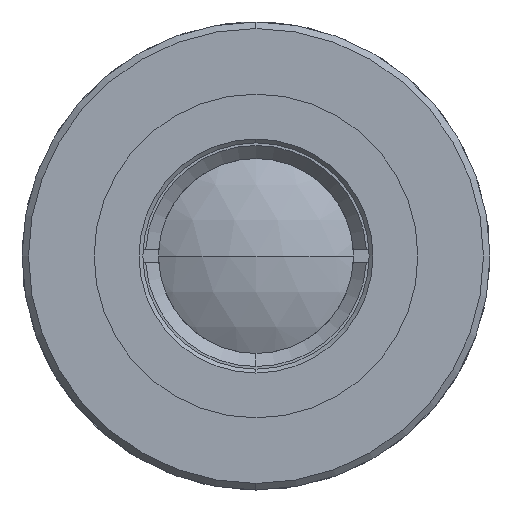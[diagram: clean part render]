
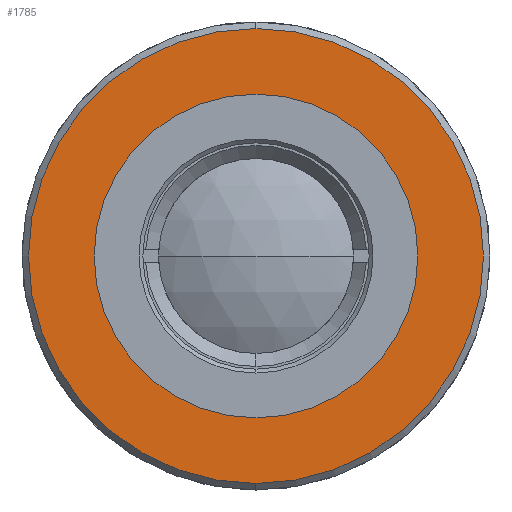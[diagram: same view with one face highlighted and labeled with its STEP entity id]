
A CAD part, left-side view. The second image highlights one B-rep face of the part: STEP entity #1785.
In plain terms, the highlighted planar face has unit normal (-1, 0, 0).
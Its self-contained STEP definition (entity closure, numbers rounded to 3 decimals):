
#31 = EDGE_CURVE ( 'NONE', #40, #1673, #3008, .T. ) ;
#40 = VERTEX_POINT ( 'NONE', #2417 ) ;
#42 = ORIENTED_EDGE ( 'NONE', *, *, #31, .F. ) ;
#60 = DIRECTION ( 'NONE',  ( 0., 0., 1. ) ) ;
#72 = PLANE ( 'NONE',  #1819 ) ;
#97 = DIRECTION ( 'NONE',  ( -1., 0., 0. ) ) ;
#236 = DIRECTION ( 'NONE',  ( -1., 0., 0. ) ) ;
#331 = DIRECTION ( 'NONE',  ( 0., 0., -1. ) ) ;
#391 = CARTESIAN_POINT ( 'NONE',  ( -4.996, 0., -12.45 ) ) ;
#423 = CARTESIAN_POINT ( 'NONE',  ( -4.996, 0., 0. ) ) ;
#654 = CIRCLE ( 'NONE', #1524, 12.45 ) ;
#1076 = EDGE_CURVE ( 'NONE', #2655, #2288, #1558, .T. ) ;
#1120 = DIRECTION ( 'NONE',  ( -1., 0., 0. ) ) ;
#1208 = DIRECTION ( 'NONE',  ( 0., 0., -1. ) ) ;
#1246 = CARTESIAN_POINT ( 'NONE',  ( -4.996, 0., -17.5 ) ) ;
#1306 = ORIENTED_EDGE ( 'NONE', *, *, #2715, .F. ) ;
#1398 = EDGE_LOOP ( 'NONE', ( #2270, #1611 ) ) ;
#1463 = DIRECTION ( 'NONE',  ( -1., 0., 0. ) ) ;
#1524 = AXIS2_PLACEMENT_3D ( 'NONE', #2305, #236, #2053 ) ;
#1558 = CIRCLE ( 'NONE', #1998, 17.5 ) ;
#1603 = CIRCLE ( 'NONE', #3187, 17.5 ) ;
#1611 = ORIENTED_EDGE ( 'NONE', *, *, #1076, .T. ) ;
#1621 = DIRECTION ( 'NONE',  ( 1., 0., 0. ) ) ;
#1624 = CARTESIAN_POINT ( 'NONE',  ( -4.996, 0., 0. ) ) ;
#1673 = VERTEX_POINT ( 'NONE', #391 ) ;
#1690 = EDGE_CURVE ( 'NONE', #2288, #2655, #1603, .T. ) ;
#1785 = ADVANCED_FACE ( 'NONE', ( #3162, #2907 ), #72, .F. ) ;
#1819 = AXIS2_PLACEMENT_3D ( 'NONE', #2658, #1621, #331 ) ;
#1870 = DIRECTION ( 'NONE',  ( 0., 0., -1. ) ) ;
#1998 = AXIS2_PLACEMENT_3D ( 'NONE', #2690, #1120, #1870 ) ;
#2053 = DIRECTION ( 'NONE',  ( 0., 0., 1. ) ) ;
#2122 = AXIS2_PLACEMENT_3D ( 'NONE', #1624, #97, #60 ) ;
#2270 = ORIENTED_EDGE ( 'NONE', *, *, #1690, .T. ) ;
#2288 = VERTEX_POINT ( 'NONE', #1246 ) ;
#2305 = CARTESIAN_POINT ( 'NONE',  ( -4.996, 0., 0. ) ) ;
#2417 = CARTESIAN_POINT ( 'NONE',  ( -4.996, 0., 12.45 ) ) ;
#2473 = EDGE_LOOP ( 'NONE', ( #42, #1306 ) ) ;
#2496 = CARTESIAN_POINT ( 'NONE',  ( -4.996, 0., 17.5 ) ) ;
#2655 = VERTEX_POINT ( 'NONE', #2496 ) ;
#2658 = CARTESIAN_POINT ( 'NONE',  ( -4.996, 18., 0. ) ) ;
#2690 = CARTESIAN_POINT ( 'NONE',  ( -4.996, 0., 0. ) ) ;
#2715 = EDGE_CURVE ( 'NONE', #1673, #40, #654, .T. ) ;
#2907 = FACE_BOUND ( 'NONE', #2473, .T. ) ;
#3008 = CIRCLE ( 'NONE', #2122, 12.45 ) ;
#3162 = FACE_OUTER_BOUND ( 'NONE', #1398, .T. ) ;
#3187 = AXIS2_PLACEMENT_3D ( 'NONE', #423, #1463, #1208 ) ;
